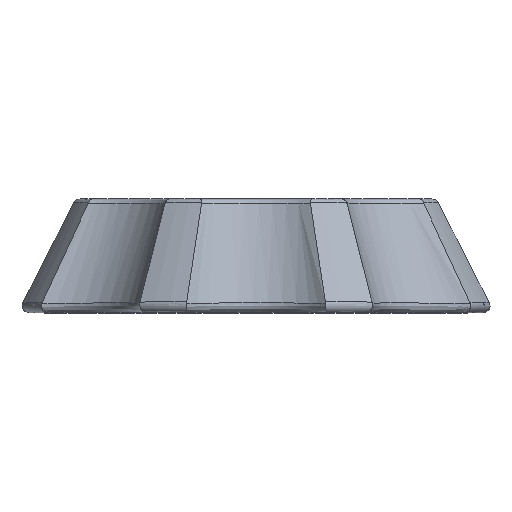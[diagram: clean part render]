
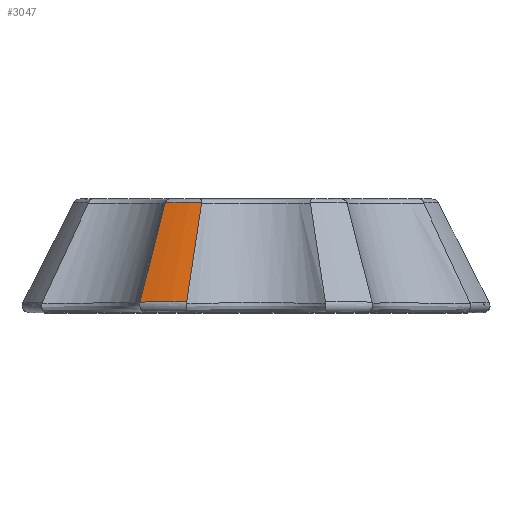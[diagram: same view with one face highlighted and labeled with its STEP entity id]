
A CAD part, top view. The second image highlights one B-rep face of the part: STEP entity #3047.
In plain terms, the highlighted conical face has half-angle 27.966 degrees and reference radius 6.35 mm.
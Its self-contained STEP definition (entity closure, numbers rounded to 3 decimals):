
#12 = CARTESIAN_POINT ( 'NONE',  ( -6.369, 7.734, 11.782 ) ) ;
#120 = DIRECTION ( 'NONE',  ( 0., 0., 1. ) ) ;
#208 = VERTEX_POINT ( 'NONE', #12 ) ;
#243 = ORIENTED_EDGE ( 'NONE', *, *, #356, .T. ) ;
#248 = VERTEX_POINT ( 'NONE', #629 ) ;
#356 = EDGE_CURVE ( 'NONE', #506, #1103, #2548, .T. ) ;
#361 = VECTOR ( 'NONE', #2284, 1000. ) ;
#407 = AXIS2_PLACEMENT_3D ( 'NONE', #2066, #1808, #3087 ) ;
#418 = DIRECTION ( 'NONE',  ( 0., -1., 0. ) ) ;
#462 = DIRECTION ( 'NONE',  ( 0., 0., 1. ) ) ;
#501 = FACE_OUTER_BOUND ( 'NONE', #2167, .T. ) ;
#506 = VERTEX_POINT ( 'NONE', #1760 ) ;
#629 = CARTESIAN_POINT ( 'NONE',  ( -3.829, 7.646, 12.883 ) ) ;
#655 = B_SPLINE_CURVE_WITH_KNOTS ( 'NONE', 3,
 ( #3714, #3414, #1816, #3136 ),
 .UNSPECIFIED., .F., .F.,
 ( 4, 4 ),
 ( 0., 0. ),
 .UNSPECIFIED. ) ;
#787 = EDGE_CURVE ( 'NONE', #248, #1103, #1664, .T. ) ;
#1103 = VERTEX_POINT ( 'NONE', #3372 ) ;
#1109 = DIRECTION ( 'NONE',  ( 0., 1., 0. ) ) ;
#1231 = VERTEX_POINT ( 'NONE', #1710 ) ;
#1279 = CARTESIAN_POINT ( 'NONE',  ( -3.825, 7.676, 12.868 ) ) ;
#1556 = CARTESIAN_POINT ( 'NONE',  ( -3.824, 7.705, 12.852 ) ) ;
#1601 = CARTESIAN_POINT ( 'NONE',  ( -3.398, 10.5, 11.431 ) ) ;
#1664 = LINE ( 'NONE', #1601, #361 ) ;
#1710 = CARTESIAN_POINT ( 'NONE',  ( -6.402, 7.646, 11.818 ) ) ;
#1760 = CARTESIAN_POINT ( 'NONE',  ( -8.15, 0.734, 15.044 ) ) ;
#1808 = DIRECTION ( 'NONE',  ( 0., -1., 0. ) ) ;
#1816 = CARTESIAN_POINT ( 'NONE',  ( -6.394, 7.676, 11.804 ) ) ;
#1840 = AXIS2_PLACEMENT_3D ( 'NONE', #2582, #418, #120 ) ;
#2047 = CARTESIAN_POINT ( 'NONE',  ( -3.827, 7.734, 12.835 ) ) ;
#2066 = CARTESIAN_POINT ( 'NONE',  ( 0., 21., 0. ) ) ;
#2119 = EDGE_CURVE ( 'NONE', #208, #1231, #655, .T. ) ;
#2167 = EDGE_LOOP ( 'NONE', ( #2748, #3979, #3357, #4164, #2776, #243 ) ) ;
#2192 = B_SPLINE_CURVE_WITH_KNOTS ( 'NONE', 3,
 ( #3291, #1279, #1556, #2973 ),
 .UNSPECIFIED., .F., .F.,
 ( 4, 4 ),
 ( 0., 0. ),
 .UNSPECIFIED. ) ;
#2249 = EDGE_CURVE ( 'NONE', #248, #2847, #2192, .T. ) ;
#2284 = DIRECTION ( 'NONE',  ( -0.134, -0.883, 0.45 ) ) ;
#2415 = CARTESIAN_POINT ( 'NONE',  ( -3.025, 21., 5.583 ) ) ;
#2548 = CIRCLE ( 'NONE', #4195, 17.11 ) ;
#2582 = CARTESIAN_POINT ( 'NONE',  ( 0., 7.734, 0. ) ) ;
#2748 = ORIENTED_EDGE ( 'NONE', *, *, #787, .F. ) ;
#2753 = CARTESIAN_POINT ( 'NONE',  ( 0., 0.734, 0. ) ) ;
#2761 = DIRECTION ( 'NONE',  ( -0.223, -0.883, 0.412 ) ) ;
#2776 = ORIENTED_EDGE ( 'NONE', *, *, #3588, .T. ) ;
#2847 = VERTEX_POINT ( 'NONE', #2047 ) ;
#2932 = CONICAL_SURFACE ( 'NONE', #407, 6.35, 0.488 ) ;
#2973 = CARTESIAN_POINT ( 'NONE',  ( -3.827, 7.734, 12.835 ) ) ;
#3047 = ADVANCED_FACE ( 'NONE', ( #501 ), #2932, .T. ) ;
#3087 = DIRECTION ( 'NONE',  ( 0., 0., -1. ) ) ;
#3133 = CIRCLE ( 'NONE', #1840, 13.393 ) ;
#3136 = CARTESIAN_POINT ( 'NONE',  ( -6.402, 7.646, 11.818 ) ) ;
#3291 = CARTESIAN_POINT ( 'NONE',  ( -3.829, 7.646, 12.883 ) ) ;
#3357 = ORIENTED_EDGE ( 'NONE', *, *, #3905, .T. ) ;
#3372 = CARTESIAN_POINT ( 'NONE',  ( -4.875, 0.734, 16.401 ) ) ;
#3414 = CARTESIAN_POINT ( 'NONE',  ( -6.384, 7.705, 11.792 ) ) ;
#3588 = EDGE_CURVE ( 'NONE', #1231, #506, #4040, .T. ) ;
#3603 = VECTOR ( 'NONE', #2761, 1000. ) ;
#3714 = CARTESIAN_POINT ( 'NONE',  ( -6.369, 7.734, 11.782 ) ) ;
#3905 = EDGE_CURVE ( 'NONE', #2847, #208, #3133, .T. ) ;
#3979 = ORIENTED_EDGE ( 'NONE', *, *, #2249, .T. ) ;
#4040 = LINE ( 'NONE', #2415, #3603 ) ;
#4164 = ORIENTED_EDGE ( 'NONE', *, *, #2119, .T. ) ;
#4195 = AXIS2_PLACEMENT_3D ( 'NONE', #2753, #1109, #462 ) ;
